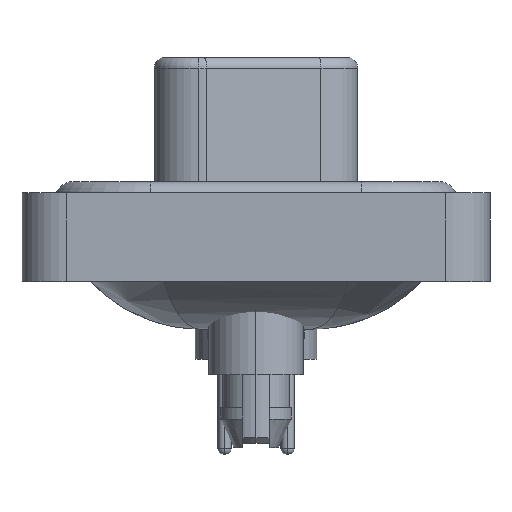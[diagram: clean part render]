
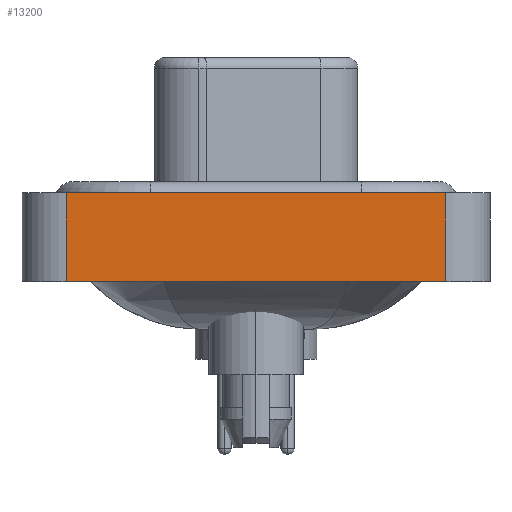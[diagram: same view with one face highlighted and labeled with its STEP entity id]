
A CAD part, left-side view. The second image highlights one B-rep face of the part: STEP entity #13200.
In plain terms, the highlighted planar face has unit normal (-1, 0, 0).
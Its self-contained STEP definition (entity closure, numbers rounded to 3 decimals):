
#445 = CARTESIAN_POINT ( 'NONE',  ( -7.3, 8.55, 0.4 ) ) ;
#1307 = LINE ( 'NONE', #6896, #25170 ) ;
#2087 = PLANE ( 'NONE',  #24551 ) ;
#3000 = DIRECTION ( 'NONE',  ( 0., -1., 0. ) ) ;
#3444 = DIRECTION ( 'NONE',  ( 0., 0., 1. ) ) ;
#3568 = CARTESIAN_POINT ( 'NONE',  ( -7.3, -8.55, -3.6 ) ) ;
#3573 = LINE ( 'NONE', #13723, #17169 ) ;
#3836 = EDGE_CURVE ( 'NONE', #13962, #9564, #7340, .T. ) ;
#5125 = VERTEX_POINT ( 'NONE', #3568 ) ;
#6078 = CARTESIAN_POINT ( 'NONE',  ( -7.3, -8.55, 0.4 ) ) ;
#6739 = CARTESIAN_POINT ( 'NONE',  ( -7.3, 8.55, -3.6 ) ) ;
#6748 = ORIENTED_EDGE ( 'NONE', *, *, #3836, .F. ) ;
#6896 = CARTESIAN_POINT ( 'NONE',  ( -7.3, -8.55, -3.6 ) ) ;
#7340 = LINE ( 'NONE', #19325, #10384 ) ;
#8963 = DIRECTION ( 'NONE',  ( 0., 0., 1. ) ) ;
#9048 = ORIENTED_EDGE ( 'NONE', *, *, #17166, .F. ) ;
#9391 = VECTOR ( 'NONE', #8963, 1000. ) ;
#9564 = VERTEX_POINT ( 'NONE', #6078 ) ;
#9911 = CARTESIAN_POINT ( 'NONE',  ( -7.3, -8.55, -3.6 ) ) ;
#10384 = VECTOR ( 'NONE', #15278, 1000. ) ;
#11437 = VERTEX_POINT ( 'NONE', #24928 ) ;
#11966 = EDGE_CURVE ( 'NONE', #11437, #5125, #1307, .T. ) ;
#13200 = ADVANCED_FACE ( 'NONE', ( #15742 ), #2087, .T. ) ;
#13723 = CARTESIAN_POINT ( 'NONE',  ( -7.3, -8.55, -3.6 ) ) ;
#13962 = VERTEX_POINT ( 'NONE', #445 ) ;
#15278 = DIRECTION ( 'NONE',  ( 0., -1., 0. ) ) ;
#15742 = FACE_OUTER_BOUND ( 'NONE', #17773, .T. ) ;
#17166 = EDGE_CURVE ( 'NONE', #11437, #13962, #22769, .T. ) ;
#17169 = VECTOR ( 'NONE', #3444, 1000. ) ;
#17564 = DIRECTION ( 'NONE',  ( 0., 0., 1. ) ) ;
#17773 = EDGE_LOOP ( 'NONE', ( #22388, #6748, #9048, #25172 ) ) ;
#19325 = CARTESIAN_POINT ( 'NONE',  ( -7.3, -8.55, 0.4 ) ) ;
#20971 = EDGE_CURVE ( 'NONE', #5125, #9564, #3573, .T. ) ;
#22388 = ORIENTED_EDGE ( 'NONE', *, *, #20971, .T. ) ;
#22769 = LINE ( 'NONE', #6739, #9391 ) ;
#23951 = DIRECTION ( 'NONE',  ( -1., 0., 0. ) ) ;
#24551 = AXIS2_PLACEMENT_3D ( 'NONE', #9911, #23951, #17564 ) ;
#24928 = CARTESIAN_POINT ( 'NONE',  ( -7.3, 8.55, -3.6 ) ) ;
#25170 = VECTOR ( 'NONE', #3000, 1000. ) ;
#25172 = ORIENTED_EDGE ( 'NONE', *, *, #11966, .T. ) ;
